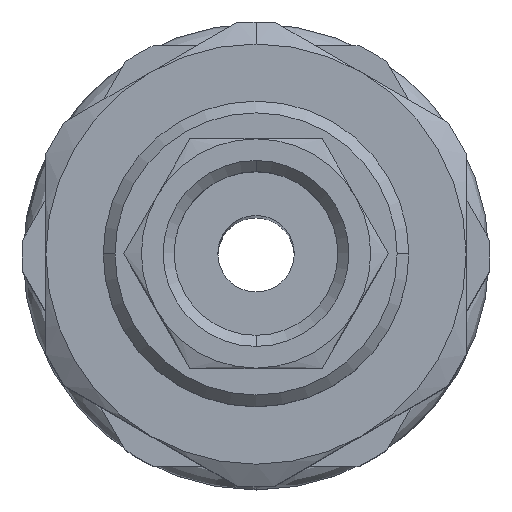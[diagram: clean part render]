
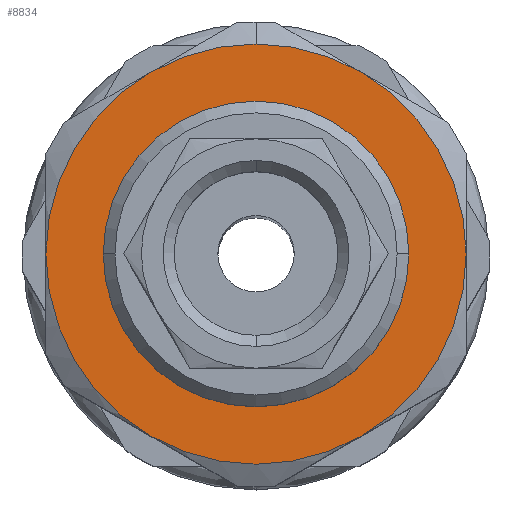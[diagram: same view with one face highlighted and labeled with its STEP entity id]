
A CAD part, top view. The second image highlights one B-rep face of the part: STEP entity #8834.
In plain terms, the highlighted planar face has unit normal (0, 0, 1).
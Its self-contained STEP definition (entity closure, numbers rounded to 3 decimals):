
#181 = CIRCLE ( 'NONE', #8004, 11. ) ;
#211 = DIRECTION ( 'NONE',  ( 0., 0., -1. ) ) ;
#399 = CARTESIAN_POINT ( 'NONE',  ( 0., 0., 71. ) ) ;
#436 = CIRCLE ( 'NONE', #1155, 11. ) ;
#830 = CIRCLE ( 'NONE', #3750, 8. ) ;
#954 = DIRECTION ( 'NONE',  ( 0., 0., 1. ) ) ;
#971 = CARTESIAN_POINT ( 'NONE',  ( 11., 0., 71. ) ) ;
#976 = EDGE_CURVE ( 'NONE', #3196, #8727, #1648, .T. ) ;
#1050 = CARTESIAN_POINT ( 'NONE',  ( 0., 0., 71. ) ) ;
#1155 = AXIS2_PLACEMENT_3D ( 'NONE', #3974, #9516, #4758 ) ;
#1211 = DIRECTION ( 'NONE',  ( 0., 1., 0. ) ) ;
#1232 = DIRECTION ( 'NONE',  ( 0., 0., 1. ) ) ;
#1299 = EDGE_CURVE ( 'NONE', #7670, #3814, #3651, .T. ) ;
#1648 = CIRCLE ( 'NONE', #8567, 11. ) ;
#1727 = CARTESIAN_POINT ( 'NONE',  ( -11., 6.351, 71. ) ) ;
#1854 = DIRECTION ( 'NONE',  ( 0., 1., 0. ) ) ;
#2040 = CARTESIAN_POINT ( 'NONE',  ( 0., -8., 71. ) ) ;
#2422 = ORIENTED_EDGE ( 'NONE', *, *, #7046, .F. ) ;
#2490 = VERTEX_POINT ( 'NONE', #971 ) ;
#2732 = CARTESIAN_POINT ( 'NONE',  ( 5.5, -9.526, 71. ) ) ;
#2786 = CARTESIAN_POINT ( 'NONE',  ( -5.5, 9.526, 71. ) ) ;
#2817 = FACE_OUTER_BOUND ( 'NONE', #5683, .T. ) ;
#2890 = DIRECTION ( 'NONE',  ( 0., 0., -1. ) ) ;
#2956 = EDGE_CURVE ( 'NONE', #8727, #3214, #9830, .T. ) ;
#3196 = VERTEX_POINT ( 'NONE', #2732 ) ;
#3214 = VERTEX_POINT ( 'NONE', #4363 ) ;
#3449 = DIRECTION ( 'NONE',  ( 0., 0., -1. ) ) ;
#3651 = CIRCLE ( 'NONE', #7777, 8. ) ;
#3675 = CIRCLE ( 'NONE', #4636, 11. ) ;
#3750 = AXIS2_PLACEMENT_3D ( 'NONE', #5684, #954, #6460 ) ;
#3776 = CARTESIAN_POINT ( 'NONE',  ( 0., 8., 71. ) ) ;
#3814 = VERTEX_POINT ( 'NONE', #2040 ) ;
#3887 = CARTESIAN_POINT ( 'NONE',  ( -5.5, -9.526, 71. ) ) ;
#3974 = CARTESIAN_POINT ( 'NONE',  ( 0., 0., 71. ) ) ;
#4049 = CARTESIAN_POINT ( 'NONE',  ( 0., 0., 71. ) ) ;
#4088 = VERTEX_POINT ( 'NONE', #2786 ) ;
#4121 = DIRECTION ( 'NONE',  ( 0., 1., 0. ) ) ;
#4363 = CARTESIAN_POINT ( 'NONE',  ( -11., 0., 71. ) ) ;
#4636 = AXIS2_PLACEMENT_3D ( 'NONE', #7608, #2890, #8410 ) ;
#4668 = EDGE_CURVE ( 'NONE', #3814, #7670, #830, .T. ) ;
#4758 = DIRECTION ( 'NONE',  ( 0., 1., 0. ) ) ;
#4955 = CARTESIAN_POINT ( 'NONE',  ( 0., 0., 71. ) ) ;
#5369 = CIRCLE ( 'NONE', #10279, 11. ) ;
#5581 = CARTESIAN_POINT ( 'NONE',  ( 0., 11., 71. ) ) ;
#5607 = EDGE_CURVE ( 'NONE', #2490, #3196, #436, .T. ) ;
#5683 = EDGE_LOOP ( 'NONE', ( #9489, #7282, #6577, #9168, #2422, #9650, #8121 ) ) ;
#5684 = CARTESIAN_POINT ( 'NONE',  ( 0., 0., 71. ) ) ;
#5743 = DIRECTION ( 'NONE',  ( 0., 1., 0. ) ) ;
#5899 = DIRECTION ( 'NONE',  ( 0., 1., 0. ) ) ;
#5939 = DIRECTION ( 'NONE',  ( 0., 0., -1. ) ) ;
#5956 = CARTESIAN_POINT ( 'NONE',  ( 0., 0., 71. ) ) ;
#6031 = EDGE_LOOP ( 'NONE', ( #9503, #8506 ) ) ;
#6106 = CIRCLE ( 'NONE', #6274, 11. ) ;
#6274 = AXIS2_PLACEMENT_3D ( 'NONE', #4955, #211, #5743 ) ;
#6460 = DIRECTION ( 'NONE',  ( 0., 1., 0. ) ) ;
#6542 = EDGE_CURVE ( 'NONE', #3214, #4088, #181, .T. ) ;
#6549 = DIRECTION ( 'NONE',  ( 0., 0., -1. ) ) ;
#6577 = ORIENTED_EDGE ( 'NONE', *, *, #976, .F. ) ;
#6672 = EDGE_CURVE ( 'NONE', #8789, #6778, #3675, .T. ) ;
#6729 = DIRECTION ( 'NONE',  ( 0., 1., 0. ) ) ;
#6778 = VERTEX_POINT ( 'NONE', #7778 ) ;
#7046 = EDGE_CURVE ( 'NONE', #6778, #2490, #5369, .T. ) ;
#7240 = FACE_BOUND ( 'NONE', #6031, .T. ) ;
#7282 = ORIENTED_EDGE ( 'NONE', *, *, #2956, .F. ) ;
#7608 = CARTESIAN_POINT ( 'NONE',  ( 0., 0., 71. ) ) ;
#7670 = VERTEX_POINT ( 'NONE', #3776 ) ;
#7777 = AXIS2_PLACEMENT_3D ( 'NONE', #5956, #1232, #6729 ) ;
#7778 = CARTESIAN_POINT ( 'NONE',  ( 5.5, 9.526, 71. ) ) ;
#7991 = EDGE_CURVE ( 'NONE', #4088, #8789, #6106, .T. ) ;
#8004 = AXIS2_PLACEMENT_3D ( 'NONE', #1050, #6549, #1854 ) ;
#8053 = PLANE ( 'NONE',  #10002 ) ;
#8121 = ORIENTED_EDGE ( 'NONE', *, *, #7991, .F. ) ;
#8167 = CARTESIAN_POINT ( 'NONE',  ( 0., 0., 71. ) ) ;
#8262 = DIRECTION ( 'NONE',  ( 0., 0., -1. ) ) ;
#8410 = DIRECTION ( 'NONE',  ( 0., 1., 0. ) ) ;
#8506 = ORIENTED_EDGE ( 'NONE', *, *, #4668, .F. ) ;
#8567 = AXIS2_PLACEMENT_3D ( 'NONE', #399, #5939, #1211 ) ;
#8727 = VERTEX_POINT ( 'NONE', #3887 ) ;
#8789 = VERTEX_POINT ( 'NONE', #5581 ) ;
#8834 = ADVANCED_FACE ( 'NONE', ( #7240, #2817 ), #8053, .F. ) ;
#8850 = DIRECTION ( 'NONE',  ( 0., 0., -1. ) ) ;
#8961 = DIRECTION ( 'NONE',  ( 0., 1., 0. ) ) ;
#9168 = ORIENTED_EDGE ( 'NONE', *, *, #5607, .F. ) ;
#9489 = ORIENTED_EDGE ( 'NONE', *, *, #6542, .F. ) ;
#9503 = ORIENTED_EDGE ( 'NONE', *, *, #1299, .F. ) ;
#9516 = DIRECTION ( 'NONE',  ( 0., 0., -1. ) ) ;
#9650 = ORIENTED_EDGE ( 'NONE', *, *, #6672, .F. ) ;
#9830 = CIRCLE ( 'NONE', #10059, 11. ) ;
#10002 = AXIS2_PLACEMENT_3D ( 'NONE', #1727, #8850, #4121 ) ;
#10059 = AXIS2_PLACEMENT_3D ( 'NONE', #4049, #8262, #5899 ) ;
#10279 = AXIS2_PLACEMENT_3D ( 'NONE', #8167, #3449, #8961 ) ;
